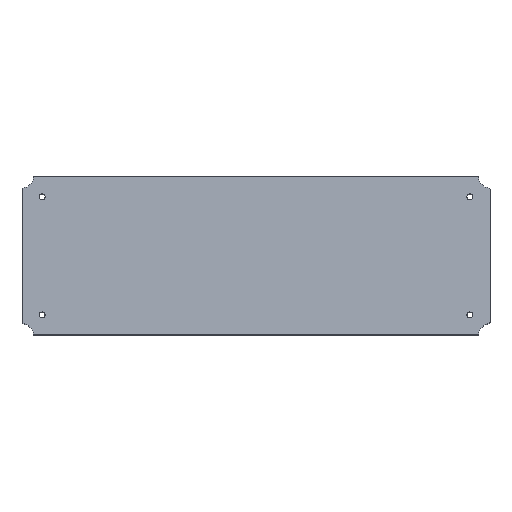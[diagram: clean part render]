
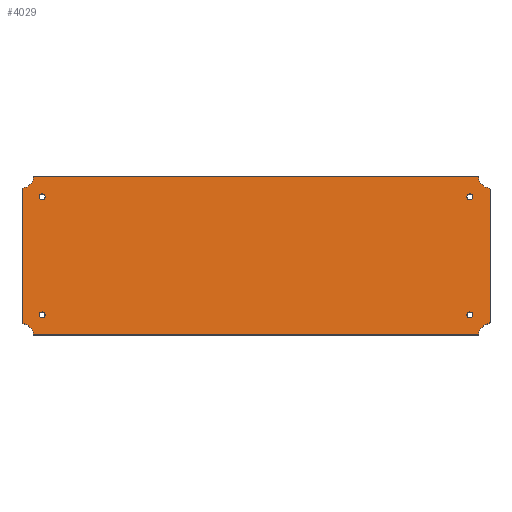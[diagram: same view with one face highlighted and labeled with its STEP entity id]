
A CAD part, top view. The second image highlights one B-rep face of the part: STEP entity #4029.
In plain terms, the highlighted planar face has unit normal (0, 0.104, 0.995).
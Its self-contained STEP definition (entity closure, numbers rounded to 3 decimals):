
#76=CIRCLE('',#4084,1.6);
#78=CIRCLE('',#4088,1.6);
#80=CIRCLE('',#4092,1.6);
#82=CIRCLE('',#4096,1.6);
#84=CIRCLE('',#4099,0.5);
#86=CIRCLE('',#4105,0.5);
#88=CIRCLE('',#4108,6.5);
#89=CIRCLE('',#4109,0.5);
#90=CIRCLE('',#4110,0.5);
#91=CIRCLE('',#4111,6.5);
#92=CIRCLE('',#4112,0.5);
#93=CIRCLE('',#4113,0.5);
#94=CIRCLE('',#4114,6.5);
#95=CIRCLE('',#4115,0.5);
#96=CIRCLE('',#4116,0.5);
#97=CIRCLE('',#4117,6.5);
#114=FACE_BOUND('',#555,.T.);
#115=FACE_BOUND('',#556,.T.);
#116=FACE_BOUND('',#557,.T.);
#117=FACE_BOUND('',#558,.T.);
#123=PLANE('',#4107);
#324=FACE_OUTER_BOUND('',#554,.T.);
#554=EDGE_LOOP('',(#3540,#3541,#3542,#3543,#3544,#3545,#3546,#3547,#3548,
#3549,#3550,#3551,#3552,#3553,#3554,#3555));
#555=EDGE_LOOP('',(#3556));
#556=EDGE_LOOP('',(#3557));
#557=EDGE_LOOP('',(#3558));
#558=EDGE_LOOP('',(#3559));
#778=LINE('',#8033,#992);
#780=LINE('',#8106,#994);
#781=LINE('',#8114,#995);
#782=LINE('',#8122,#996);
#992=VECTOR('',#4406,10.);
#994=VECTOR('',#4426,10.);
#995=VECTOR('',#4433,10.);
#996=VECTOR('',#4440,10.);
#1737=VERTEX_POINT('',#7932);
#1739=VERTEX_POINT('',#7940);
#1741=VERTEX_POINT('',#7948);
#1743=VERTEX_POINT('',#7956);
#1746=VERTEX_POINT('',#8023);
#1747=VERTEX_POINT('',#8024);
#1749=VERTEX_POINT('',#8031);
#1751=VERTEX_POINT('',#8055);
#1753=VERTEX_POINT('',#8101);
#1754=VERTEX_POINT('',#8103);
#1755=VERTEX_POINT('',#8105);
#1756=VERTEX_POINT('',#8107);
#1757=VERTEX_POINT('',#8109);
#1758=VERTEX_POINT('',#8111);
#1759=VERTEX_POINT('',#8113);
#1760=VERTEX_POINT('',#8115);
#1761=VERTEX_POINT('',#8117);
#1762=VERTEX_POINT('',#8119);
#1763=VERTEX_POINT('',#8121);
#1764=VERTEX_POINT('',#8123);
#2325=EDGE_CURVE('',#1737,#1737,#76,.F.);
#2329=EDGE_CURVE('',#1739,#1739,#78,.F.);
#2333=EDGE_CURVE('',#1741,#1741,#80,.F.);
#2337=EDGE_CURVE('',#1743,#1743,#82,.F.);
#2341=EDGE_CURVE('',#1746,#1747,#84,.T.);
#2346=EDGE_CURVE('',#1746,#1749,#778,.T.);
#2350=EDGE_CURVE('',#1751,#1749,#86,.T.);
#2354=EDGE_CURVE('',#1751,#1753,#88,.T.);
#2355=EDGE_CURVE('',#1754,#1753,#89,.T.);
#2356=EDGE_CURVE('',#1754,#1755,#780,.T.);
#2357=EDGE_CURVE('',#1756,#1755,#90,.T.);
#2358=EDGE_CURVE('',#1756,#1757,#91,.T.);
#2359=EDGE_CURVE('',#1758,#1757,#92,.T.);
#2360=EDGE_CURVE('',#1758,#1759,#781,.T.);
#2361=EDGE_CURVE('',#1760,#1759,#93,.T.);
#2362=EDGE_CURVE('',#1760,#1761,#94,.T.);
#2363=EDGE_CURVE('',#1762,#1761,#95,.T.);
#2364=EDGE_CURVE('',#1762,#1763,#782,.T.);
#2365=EDGE_CURVE('',#1764,#1763,#96,.T.);
#2366=EDGE_CURVE('',#1764,#1747,#97,.T.);
#3540=ORIENTED_EDGE('',*,*,#2341,.F.);
#3541=ORIENTED_EDGE('',*,*,#2346,.T.);
#3542=ORIENTED_EDGE('',*,*,#2350,.F.);
#3543=ORIENTED_EDGE('',*,*,#2354,.T.);
#3544=ORIENTED_EDGE('',*,*,#2355,.F.);
#3545=ORIENTED_EDGE('',*,*,#2356,.T.);
#3546=ORIENTED_EDGE('',*,*,#2357,.F.);
#3547=ORIENTED_EDGE('',*,*,#2358,.T.);
#3548=ORIENTED_EDGE('',*,*,#2359,.F.);
#3549=ORIENTED_EDGE('',*,*,#2360,.T.);
#3550=ORIENTED_EDGE('',*,*,#2361,.F.);
#3551=ORIENTED_EDGE('',*,*,#2362,.T.);
#3552=ORIENTED_EDGE('',*,*,#2363,.F.);
#3553=ORIENTED_EDGE('',*,*,#2364,.T.);
#3554=ORIENTED_EDGE('',*,*,#2365,.F.);
#3555=ORIENTED_EDGE('',*,*,#2366,.T.);
#3556=ORIENTED_EDGE('',*,*,#2325,.T.);
#3557=ORIENTED_EDGE('',*,*,#2329,.T.);
#3558=ORIENTED_EDGE('',*,*,#2333,.T.);
#3559=ORIENTED_EDGE('',*,*,#2337,.T.);
#4029=ADVANCED_FACE('',(#324,#114,#115,#116,#117),#123,.F.);
#4084=AXIS2_PLACEMENT_3D('',#7934,#4362,#4363);
#4088=AXIS2_PLACEMENT_3D('',#7942,#4372,#4373);
#4092=AXIS2_PLACEMENT_3D('',#7950,#4382,#4383);
#4096=AXIS2_PLACEMENT_3D('',#7958,#4392,#4393);
#4099=AXIS2_PLACEMENT_3D('',#8025,#4398,#4399);
#4105=AXIS2_PLACEMENT_3D('',#8056,#4415,#4416);
#4107=AXIS2_PLACEMENT_3D('',#8100,#4420,#4421);
#4108=AXIS2_PLACEMENT_3D('',#8102,#4422,#4423);
#4109=AXIS2_PLACEMENT_3D('',#8104,#4424,#4425);
#4110=AXIS2_PLACEMENT_3D('',#8108,#4427,#4428);
#4111=AXIS2_PLACEMENT_3D('',#8110,#4429,#4430);
#4112=AXIS2_PLACEMENT_3D('',#8112,#4431,#4432);
#4113=AXIS2_PLACEMENT_3D('',#8116,#4434,#4435);
#4114=AXIS2_PLACEMENT_3D('',#8118,#4436,#4437);
#4115=AXIS2_PLACEMENT_3D('',#8120,#4438,#4439);
#4116=AXIS2_PLACEMENT_3D('',#8124,#4441,#4442);
#4117=AXIS2_PLACEMENT_3D('',#8125,#4443,#4444);
#4362=DIRECTION('center_axis',(0.,0.105,0.995));
#4363=DIRECTION('ref_axis',(-1.,0.,0.));
#4372=DIRECTION('center_axis',(0.,0.105,0.995));
#4373=DIRECTION('ref_axis',(-1.,0.,0.));
#4382=DIRECTION('center_axis',(0.,0.105,0.995));
#4383=DIRECTION('ref_axis',(-1.,0.,0.));
#4392=DIRECTION('center_axis',(0.,0.105,0.995));
#4393=DIRECTION('ref_axis',(-1.,0.,0.));
#4398=DIRECTION('center_axis',(0.,-0.105,-0.995));
#4399=DIRECTION('ref_axis',(-0.744,0.664,-0.07));
#4406=DIRECTION('',(0.,-0.995,0.105));
#4415=DIRECTION('center_axis',(0.,-0.105,-0.995));
#4416=DIRECTION('ref_axis',(-0.744,-0.664,0.07));
#4420=DIRECTION('center_axis',(0.,-0.105,-0.995));
#4421=DIRECTION('ref_axis',(1.,0.,0.));
#4422=DIRECTION('center_axis',(0.,-0.105,-0.995));
#4423=DIRECTION('ref_axis',(1.,0.,0.));
#4424=DIRECTION('center_axis',(0.,-0.105,-0.995));
#4425=DIRECTION('ref_axis',(-0.668,-0.74,0.078));
#4426=DIRECTION('',(1.,0.,0.));
#4427=DIRECTION('center_axis',(0.,-0.105,-0.995));
#4428=DIRECTION('ref_axis',(0.668,-0.74,0.078));
#4429=DIRECTION('center_axis',(0.,-0.105,-0.995));
#4430=DIRECTION('ref_axis',(1.,0.,0.));
#4431=DIRECTION('center_axis',(0.,-0.105,-0.995));
#4432=DIRECTION('ref_axis',(0.744,-0.664,0.07));
#4433=DIRECTION('',(0.,0.995,-0.105));
#4434=DIRECTION('center_axis',(0.,-0.105,-0.995));
#4435=DIRECTION('ref_axis',(0.744,0.664,-0.07));
#4436=DIRECTION('center_axis',(0.,-0.105,-0.995));
#4437=DIRECTION('ref_axis',(1.,0.,0.));
#4438=DIRECTION('center_axis',(0.,-0.105,-0.995));
#4439=DIRECTION('ref_axis',(0.668,0.74,-0.078));
#4440=DIRECTION('',(-1.,0.,0.));
#4441=DIRECTION('center_axis',(0.,-0.105,-0.995));
#4442=DIRECTION('ref_axis',(-0.668,0.74,-0.078));
#4443=DIRECTION('center_axis',(0.,-0.105,-0.995));
#4444=DIRECTION('ref_axis',(1.,0.,0.));
#7932=CARTESIAN_POINT('',(-115.,-36.3,10.987));
#7934=CARTESIAN_POINT('Origin',(-116.6,-36.3,10.987));
#7940=CARTESIAN_POINT('',(118.2,-36.3,10.987));
#7942=CARTESIAN_POINT('Origin',(116.6,-36.3,10.987));
#7948=CARTESIAN_POINT('',(-115.,28.08,4.22));
#7950=CARTESIAN_POINT('Origin',(-116.6,28.08,4.22));
#7956=CARTESIAN_POINT('',(118.2,28.08,4.22));
#7958=CARTESIAN_POINT('Origin',(116.6,28.08,4.22));
#8023=CARTESIAN_POINT('',(-127.6,32.347,3.772));
#8024=CARTESIAN_POINT('',(-127.154,32.842,3.72));
#8025=CARTESIAN_POINT('Origin',(-127.1,32.347,3.772));
#8031=CARTESIAN_POINT('',(-127.6,-40.567,11.435));
#8033=CARTESIAN_POINT('',(-127.6,14.446,5.653));
#8055=CARTESIAN_POINT('',(-127.154,-41.061,11.487));
#8056=CARTESIAN_POINT('Origin',(-127.1,-40.567,11.435));
#8100=CARTESIAN_POINT('Origin',(0.,-4.162,7.609));
#8101=CARTESIAN_POINT('',(-121.387,-46.796,12.09));
#8102=CARTESIAN_POINT('Origin',(-127.85,-47.488,12.163));
#8103=CARTESIAN_POINT('',(-120.89,-47.24,12.137));
#8104=CARTESIAN_POINT('Origin',(-120.89,-46.743,12.084));
#8105=CARTESIAN_POINT('',(120.89,-47.24,12.137));
#8106=CARTESIAN_POINT('',(-60.8,-47.24,12.137));
#8107=CARTESIAN_POINT('',(121.387,-46.796,12.09));
#8108=CARTESIAN_POINT('Origin',(120.89,-46.743,12.084));
#8109=CARTESIAN_POINT('',(127.154,-41.061,11.487));
#8110=CARTESIAN_POINT('Origin',(127.85,-47.488,12.163));
#8111=CARTESIAN_POINT('',(127.6,-40.567,11.435));
#8112=CARTESIAN_POINT('Origin',(127.1,-40.567,11.435));
#8113=CARTESIAN_POINT('',(127.6,32.347,3.772));
#8114=CARTESIAN_POINT('',(127.6,-22.717,9.559));
#8115=CARTESIAN_POINT('',(127.154,32.842,3.72));
#8116=CARTESIAN_POINT('Origin',(127.1,32.347,3.772));
#8117=CARTESIAN_POINT('',(121.387,38.576,3.117));
#8118=CARTESIAN_POINT('Origin',(127.85,39.269,3.044));
#8119=CARTESIAN_POINT('',(120.89,39.02,3.07));
#8120=CARTESIAN_POINT('Origin',(120.89,38.523,3.123));
#8121=CARTESIAN_POINT('',(-120.89,39.02,3.07));
#8122=CARTESIAN_POINT('',(60.8,39.02,3.07));
#8123=CARTESIAN_POINT('',(-121.387,38.576,3.117));
#8124=CARTESIAN_POINT('Origin',(-120.89,38.523,3.123));
#8125=CARTESIAN_POINT('Origin',(-127.85,39.269,3.044));
